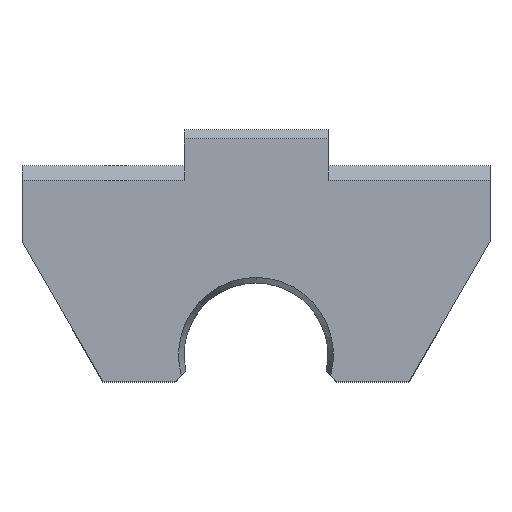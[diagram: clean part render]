
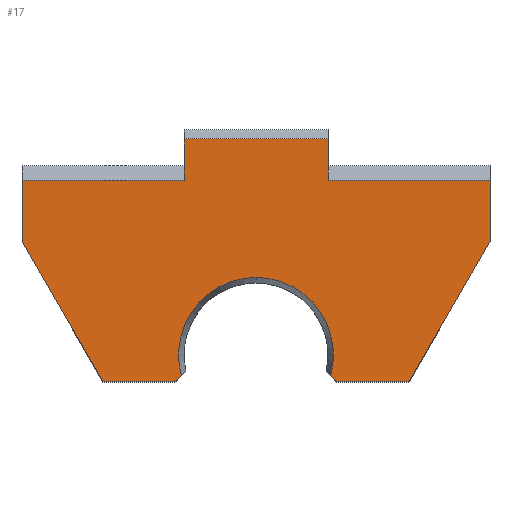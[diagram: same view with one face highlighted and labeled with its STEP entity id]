
A CAD part, top view. The second image highlights one B-rep face of the part: STEP entity #17.
In plain terms, the highlighted planar face has unit normal (0, 0, 1).
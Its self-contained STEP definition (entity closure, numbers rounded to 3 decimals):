
#17 = ADVANCED_FACE('',(#18),#158,.T.);
#18 = FACE_BOUND('',#19,.T.);
#19 = EDGE_LOOP('',(#20,#30,#38,#46,#54,#63,#72,#80,#88,#96,#104,#112,
    #120,#128,#136,#144,#152));
#20 = ORIENTED_EDGE('',*,*,#21,.F.);
#21 = EDGE_CURVE('',#22,#24,#26,.T.);
#22 = VERTEX_POINT('',#23);
#23 = CARTESIAN_POINT('',(-13.,-4.2,0.));
#24 = VERTEX_POINT('',#25);
#25 = CARTESIAN_POINT('',(-13.,-0.8,0.));
#26 = LINE('',#27,#28);
#27 = CARTESIAN_POINT('',(-13.,-4.2,0.));
#28 = VECTOR('',#29,1.);
#29 = DIRECTION('',(0.,1.,0.));
#30 = ORIENTED_EDGE('',*,*,#31,.F.);
#31 = EDGE_CURVE('',#32,#22,#34,.T.);
#32 = VERTEX_POINT('',#33);
#33 = CARTESIAN_POINT('',(-8.5,-12.,0.));
#34 = LINE('',#35,#36);
#35 = CARTESIAN_POINT('',(-8.5,-12.,0.));
#36 = VECTOR('',#37,1.);
#37 = DIRECTION('',(-0.5,0.866,0.));
#38 = ORIENTED_EDGE('',*,*,#39,.F.);
#39 = EDGE_CURVE('',#40,#32,#42,.T.);
#40 = VERTEX_POINT('',#41);
#41 = CARTESIAN_POINT('',(-4.5,-12.,0.));
#42 = LINE('',#43,#44);
#43 = CARTESIAN_POINT('',(-4.5,-12.,0.));
#44 = VECTOR('',#45,1.);
#45 = DIRECTION('',(-1.,0.,0.));
#46 = ORIENTED_EDGE('',*,*,#47,.F.);
#47 = EDGE_CURVE('',#48,#40,#50,.T.);
#48 = VERTEX_POINT('',#49);
#49 = CARTESIAN_POINT('',(-4.145,-11.645,0.));
#50 = LINE('',#51,#52);
#51 = CARTESIAN_POINT('',(-3.898,-11.398,0.));
#52 = VECTOR('',#53,1.);
#53 = DIRECTION('',(-0.707,-0.707,0.));
#54 = ORIENTED_EDGE('',*,*,#55,.T.);
#55 = EDGE_CURVE('',#48,#56,#58,.T.);
#56 = VERTEX_POINT('',#57);
#57 = CARTESIAN_POINT('',(0.,-6.2,0.));
#58 = CIRCLE('',#59,4.3);
#59 = AXIS2_PLACEMENT_3D('',#60,#61,#62);
#60 = CARTESIAN_POINT('',(0.,-10.5,0.));
#61 = DIRECTION('',(-0.,0.,-1.));
#62 = DIRECTION('',(-0.974,-0.224,0.));
#63 = ORIENTED_EDGE('',*,*,#64,.T.);
#64 = EDGE_CURVE('',#56,#65,#67,.T.);
#65 = VERTEX_POINT('',#66);
#66 = CARTESIAN_POINT('',(4.145,-11.645,0.));
#67 = CIRCLE('',#68,4.3);
#68 = AXIS2_PLACEMENT_3D('',#69,#70,#71);
#69 = CARTESIAN_POINT('',(0.,-10.5,0.));
#70 = DIRECTION('',(0.,0.,-1.));
#71 = DIRECTION('',(0.,1.,0.));
#72 = ORIENTED_EDGE('',*,*,#73,.T.);
#73 = EDGE_CURVE('',#65,#74,#76,.T.);
#74 = VERTEX_POINT('',#75);
#75 = CARTESIAN_POINT('',(4.5,-12.,0.));
#76 = LINE('',#77,#78);
#77 = CARTESIAN_POINT('',(3.898,-11.398,0.));
#78 = VECTOR('',#79,1.);
#79 = DIRECTION('',(0.707,-0.707,0.));
#80 = ORIENTED_EDGE('',*,*,#81,.T.);
#81 = EDGE_CURVE('',#74,#82,#84,.T.);
#82 = VERTEX_POINT('',#83);
#83 = CARTESIAN_POINT('',(8.5,-12.,0.));
#84 = LINE('',#85,#86);
#85 = CARTESIAN_POINT('',(4.5,-12.,0.));
#86 = VECTOR('',#87,1.);
#87 = DIRECTION('',(1.,0.,0.));
#88 = ORIENTED_EDGE('',*,*,#89,.T.);
#89 = EDGE_CURVE('',#82,#90,#92,.T.);
#90 = VERTEX_POINT('',#91);
#91 = CARTESIAN_POINT('',(13.,-4.2,0.));
#92 = LINE('',#93,#94);
#93 = CARTESIAN_POINT('',(8.5,-12.,0.));
#94 = VECTOR('',#95,1.);
#95 = DIRECTION('',(0.5,0.866,0.));
#96 = ORIENTED_EDGE('',*,*,#97,.T.);
#97 = EDGE_CURVE('',#90,#98,#100,.T.);
#98 = VERTEX_POINT('',#99);
#99 = CARTESIAN_POINT('',(13.,-0.8,0.));
#100 = LINE('',#101,#102);
#101 = CARTESIAN_POINT('',(13.,-4.2,0.));
#102 = VECTOR('',#103,1.);
#103 = DIRECTION('',(0.,1.,0.));
#104 = ORIENTED_EDGE('',*,*,#105,.T.);
#105 = EDGE_CURVE('',#98,#106,#108,.T.);
#106 = VERTEX_POINT('',#107);
#107 = CARTESIAN_POINT('',(4.,-0.8,0.));
#108 = LINE('',#109,#110);
#109 = CARTESIAN_POINT('',(13.,-0.8,0.));
#110 = VECTOR('',#111,1.);
#111 = DIRECTION('',(-1.,-0.,-0.));
#112 = ORIENTED_EDGE('',*,*,#113,.F.);
#113 = EDGE_CURVE('',#114,#106,#116,.T.);
#114 = VERTEX_POINT('',#115);
#115 = CARTESIAN_POINT('',(4.,0.,0.));
#116 = LINE('',#117,#118);
#117 = CARTESIAN_POINT('',(4.,-2.357,0.));
#118 = VECTOR('',#119,1.);
#119 = DIRECTION('',(-0.,-1.,-0.));
#120 = ORIENTED_EDGE('',*,*,#121,.T.);
#121 = EDGE_CURVE('',#114,#122,#124,.T.);
#122 = VERTEX_POINT('',#123);
#123 = CARTESIAN_POINT('',(4.,1.5,0.));
#124 = LINE('',#125,#126);
#125 = CARTESIAN_POINT('',(4.,0.,0.));
#126 = VECTOR('',#127,1.);
#127 = DIRECTION('',(0.,1.,0.));
#128 = ORIENTED_EDGE('',*,*,#129,.F.);
#129 = EDGE_CURVE('',#130,#122,#132,.T.);
#130 = VERTEX_POINT('',#131);
#131 = CARTESIAN_POINT('',(-4.,1.5,0.));
#132 = LINE('',#133,#134);
#133 = CARTESIAN_POINT('',(16.565,1.5,0.));
#134 = VECTOR('',#135,1.);
#135 = DIRECTION('',(1.,0.,0.));
#136 = ORIENTED_EDGE('',*,*,#137,.F.);
#137 = EDGE_CURVE('',#138,#130,#140,.T.);
#138 = VERTEX_POINT('',#139);
#139 = CARTESIAN_POINT('',(-4.,0.,0.));
#140 = LINE('',#141,#142);
#141 = CARTESIAN_POINT('',(-4.,0.,0.));
#142 = VECTOR('',#143,1.);
#143 = DIRECTION('',(0.,1.,0.));
#144 = ORIENTED_EDGE('',*,*,#145,.T.);
#145 = EDGE_CURVE('',#138,#146,#148,.T.);
#146 = VERTEX_POINT('',#147);
#147 = CARTESIAN_POINT('',(-4.,-0.8,0.));
#148 = LINE('',#149,#150);
#149 = CARTESIAN_POINT('',(-4.,-2.357,0.));
#150 = VECTOR('',#151,1.);
#151 = DIRECTION('',(-0.,-1.,-0.));
#152 = ORIENTED_EDGE('',*,*,#153,.F.);
#153 = EDGE_CURVE('',#24,#146,#154,.T.);
#154 = LINE('',#155,#156);
#155 = CARTESIAN_POINT('',(-13.,-0.8,0.));
#156 = VECTOR('',#157,1.);
#157 = DIRECTION('',(1.,0.,0.));
#158 = PLANE('',#159);
#159 = AXIS2_PLACEMENT_3D('',#160,#161,#162);
#160 = CARTESIAN_POINT('',(0.,-4.713,0.));
#161 = DIRECTION('',(0.,0.,1.));
#162 = DIRECTION('',(1.,0.,0.));
